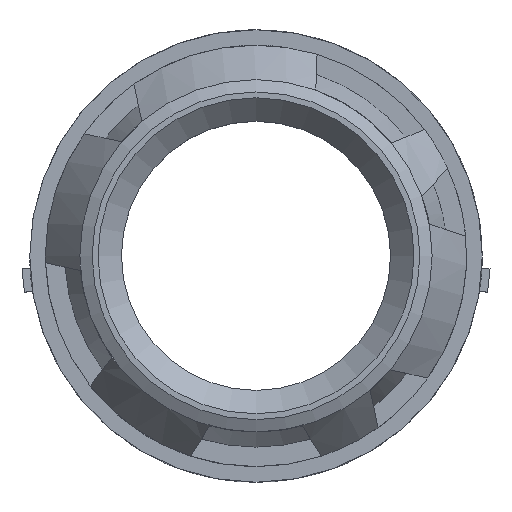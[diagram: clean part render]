
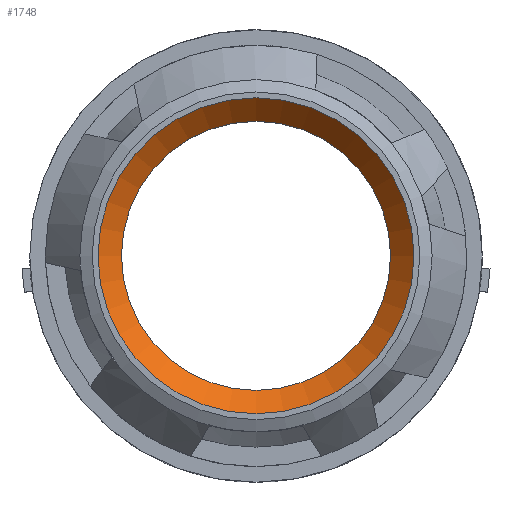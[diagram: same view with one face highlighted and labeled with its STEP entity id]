
A CAD part, top view. The second image highlights one B-rep face of the part: STEP entity #1748.
In plain terms, the highlighted conical face has half-angle 45 degrees and reference radius 18.75 mm.
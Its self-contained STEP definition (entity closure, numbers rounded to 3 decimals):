
#56=CONICAL_SURFACE('',#1904,18.75,0.785);
#174=FACE_OUTER_BOUND('',#271,.T.);
#271=EDGE_LOOP('',(#1533,#1534,#1535,#1536));
#347=CIRCLE('',#1905,20.25);
#348=CIRCLE('',#1906,17.25);
#487=LINE('',#2977,#639);
#639=VECTOR('',#2342,18.75);
#817=VERTEX_POINT('',#2974);
#818=VERTEX_POINT('',#2976);
#1065=EDGE_CURVE('',#817,#817,#347,.T.);
#1066=EDGE_CURVE('',#817,#818,#487,.T.);
#1067=EDGE_CURVE('',#818,#818,#348,.T.);
#1533=ORIENTED_EDGE('',*,*,#1065,.T.);
#1534=ORIENTED_EDGE('',*,*,#1066,.T.);
#1535=ORIENTED_EDGE('',*,*,#1067,.T.);
#1536=ORIENTED_EDGE('',*,*,#1066,.F.);
#1748=ADVANCED_FACE('',(#174),#56,.F.);
#1904=AXIS2_PLACEMENT_3D('',#2973,#2338,#2339);
#1905=AXIS2_PLACEMENT_3D('',#2975,#2340,#2341);
#1906=AXIS2_PLACEMENT_3D('',#2978,#2343,#2344);
#2338=DIRECTION('center_axis',(0.,0.,1.));
#2339=DIRECTION('ref_axis',(1.,0.,0.));
#2340=DIRECTION('center_axis',(0.,0.,1.));
#2341=DIRECTION('ref_axis',(1.,0.,0.));
#2342=DIRECTION('',(0.707,0.,-0.707));
#2343=DIRECTION('center_axis',(0.,0.,-1.));
#2344=DIRECTION('ref_axis',(1.,0.,0.));
#2973=CARTESIAN_POINT('Origin',(0.,0.,13.4));
#2974=CARTESIAN_POINT('',(-20.25,0.,14.9));
#2975=CARTESIAN_POINT('Origin',(0.,0.,14.9));
#2976=CARTESIAN_POINT('',(-17.25,0.,11.9));
#2977=CARTESIAN_POINT('',(-18.75,0.,13.4));
#2978=CARTESIAN_POINT('Origin',(0.,0.,11.9));
